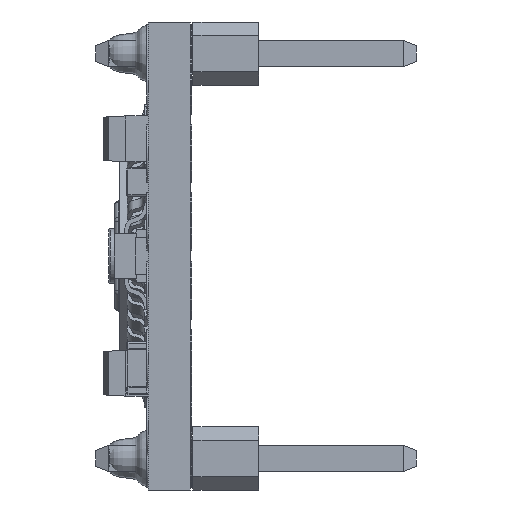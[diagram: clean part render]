
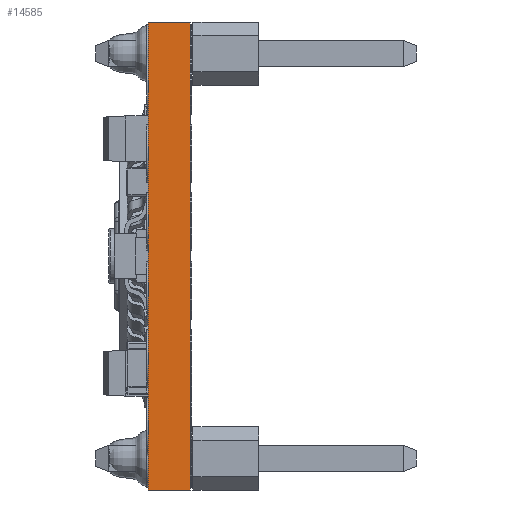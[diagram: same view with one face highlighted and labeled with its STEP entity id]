
A CAD part, left-side view. The second image highlights one B-rep face of the part: STEP entity #14585.
In plain terms, the highlighted planar face has unit normal (-1, 0, 0).
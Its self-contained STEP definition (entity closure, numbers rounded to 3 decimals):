
#2307=FACE_OUTER_BOUND('',#3268,.T.);
#3268=EDGE_LOOP('',(#12459,#12460,#12461,#12462));
#4722=LINE('',#25677,#6040);
#4723=LINE('',#25679,#6041);
#4724=LINE('',#25681,#6042);
#4725=LINE('',#25682,#6043);
#6040=VECTOR('',#19532,10.);
#6041=VECTOR('',#19533,10.);
#6042=VECTOR('',#19534,10.);
#6043=VECTOR('',#19535,10.);
#7225=VERTEX_POINT('',#25675);
#7226=VERTEX_POINT('',#25676);
#7227=VERTEX_POINT('',#25678);
#7228=VERTEX_POINT('',#25680);
#9029=EDGE_CURVE('',#7225,#7226,#4722,.T.);
#9030=EDGE_CURVE('',#7226,#7227,#4723,.T.);
#9031=EDGE_CURVE('',#7228,#7227,#4724,.T.);
#9032=EDGE_CURVE('',#7225,#7228,#4725,.T.);
#12459=ORIENTED_EDGE('',*,*,#9029,.T.);
#12460=ORIENTED_EDGE('',*,*,#9030,.T.);
#12461=ORIENTED_EDGE('',*,*,#9031,.F.);
#12462=ORIENTED_EDGE('',*,*,#9032,.F.);
#13698=PLANE('',#16025);
#14585=ADVANCED_FACE('',(#2307),#13698,.T.);
#16025=AXIS2_PLACEMENT_3D('',#25674,#19530,#19531);
#19530=DIRECTION('center_axis',(-1.,0.,0.));
#19531=DIRECTION('ref_axis',(0.,0.,-1.));
#19532=DIRECTION('',(0.,0.,-1.));
#19533=DIRECTION('',(0.,-1.,0.));
#19534=DIRECTION('',(0.,0.,-1.));
#19535=DIRECTION('',(0.,-1.,0.));
#25674=CARTESIAN_POINT('Origin',(-16.6,0.,8.9));
#25675=CARTESIAN_POINT('',(-16.6,0.,8.9));
#25676=CARTESIAN_POINT('',(-16.6,0.,-8.9));
#25677=CARTESIAN_POINT('',(-16.6,0.,8.9));
#25678=CARTESIAN_POINT('',(-16.6,-1.6,-8.9));
#25679=CARTESIAN_POINT('',(-16.6,0.,-8.9));
#25680=CARTESIAN_POINT('',(-16.6,-1.6,8.9));
#25681=CARTESIAN_POINT('',(-16.6,-1.6,8.9));
#25682=CARTESIAN_POINT('',(-16.6,0.,8.9));
